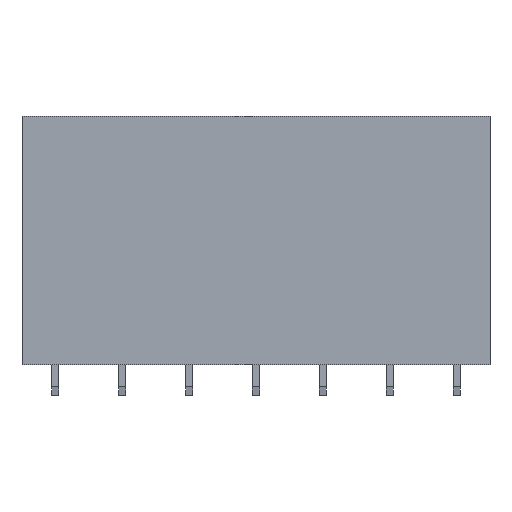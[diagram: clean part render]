
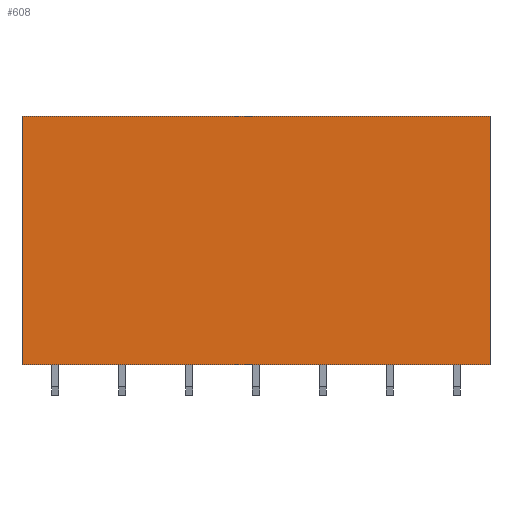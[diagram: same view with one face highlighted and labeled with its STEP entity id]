
A CAD part, front view. The second image highlights one B-rep face of the part: STEP entity #608.
In plain terms, the highlighted planar face has unit normal (0, -1, 0).
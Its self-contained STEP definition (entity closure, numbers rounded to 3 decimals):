
#581=AXIS2_PLACEMENT_3D('Plane Axis2P3D',#578,#579,#580) ;
#80=CARTESIAN_POINT('Vertex',(53.34,0.,3.5)) ;
#83=CARTESIAN_POINT('Line Origine',(26.67,0.,3.5)) ;
#87=CARTESIAN_POINT('Vertex',(0.,0.,3.5)) ;
#578=CARTESIAN_POINT('Axis2P3D Location',(0.,0.,31.8)) ;
#583=CARTESIAN_POINT('Line Origine',(53.34,0.,17.65)) ;
#587=CARTESIAN_POINT('Vertex',(53.34,0.,31.8)) ;
#590=CARTESIAN_POINT('Line Origine',(26.67,0.,31.8)) ;
#594=CARTESIAN_POINT('Vertex',(0.,0.,31.8)) ;
#597=CARTESIAN_POINT('Line Origine',(0.,0.,17.65)) ;
#84=DIRECTION('Vector Direction',(1.,0.,0.)) ;
#579=DIRECTION('Axis2P3D Direction',(0.,-1.,0.)) ;
#580=DIRECTION('Axis2P3D XDirection',(0.,-0.,-1.)) ;
#584=DIRECTION('Vector Direction',(0.,0.,-1.)) ;
#591=DIRECTION('Vector Direction',(1.,0.,0.)) ;
#598=DIRECTION('Vector Direction',(0.,0.,-1.)) ;
#85=VECTOR('Line Direction',#84,1.) ;
#585=VECTOR('Line Direction',#584,1.) ;
#592=VECTOR('Line Direction',#591,1.) ;
#599=VECTOR('Line Direction',#598,1.) ;
#603=ORIENTED_EDGE('',*,*,#589,.T.) ;
#604=ORIENTED_EDGE('',*,*,#596,.F.) ;
#605=ORIENTED_EDGE('',*,*,#601,.F.) ;
#606=ORIENTED_EDGE('',*,*,#89,.T.) ;
#608=ADVANCED_FACE('HOUSING',(#607),#582,.T.) ;
#89=EDGE_CURVE('',#88,#81,#86,.T.) ;
#589=EDGE_CURVE('',#81,#588,#586,.F.) ;
#596=EDGE_CURVE('',#595,#588,#593,.T.) ;
#601=EDGE_CURVE('',#88,#595,#600,.F.) ;
#602=EDGE_LOOP('',(#603,#604,#605,#606)) ;
#607=FACE_OUTER_BOUND('',#602,.T.) ;
#86=LINE('Line',#83,#85) ;
#586=LINE('Line',#583,#585) ;
#593=LINE('Line',#590,#592) ;
#600=LINE('Line',#597,#599) ;
#582=PLANE('',#581) ;
#81=VERTEX_POINT('',#80) ;
#88=VERTEX_POINT('',#87) ;
#588=VERTEX_POINT('',#587) ;
#595=VERTEX_POINT('',#594) ;
